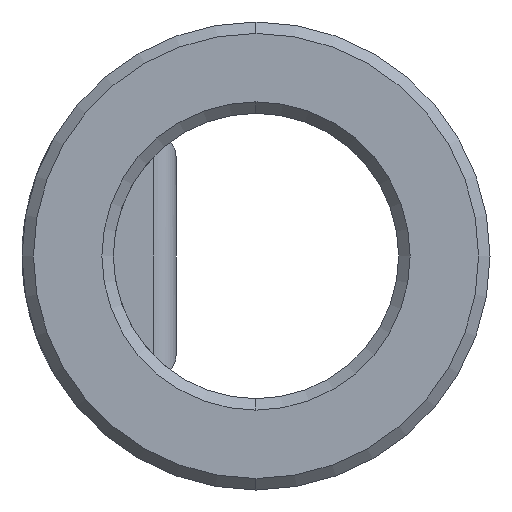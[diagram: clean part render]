
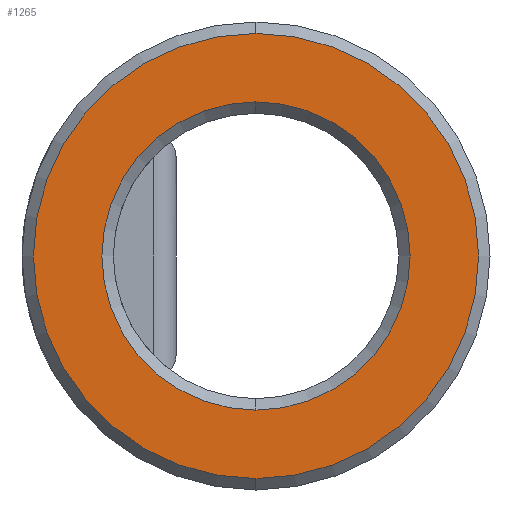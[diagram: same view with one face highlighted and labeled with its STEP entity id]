
A CAD part, left-side view. The second image highlights one B-rep face of the part: STEP entity #1265.
In plain terms, the highlighted planar face has unit normal (-1, 0, 0).
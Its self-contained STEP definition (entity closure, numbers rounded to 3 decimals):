
#13 = ORIENTED_EDGE ( 'NONE', *, *, #1341, .T. ) ;
#72 = ORIENTED_EDGE ( 'NONE', *, *, #1098, .T. ) ;
#89 = CARTESIAN_POINT ( 'NONE',  ( -7.5, 0., -1.35 ) ) ;
#97 = CIRCLE ( 'NONE', #694, 1.95 ) ;
#114 = EDGE_CURVE ( 'NONE', #1268, #1067, #1280, .T. ) ;
#124 = CARTESIAN_POINT ( 'NONE',  ( -7.5, 0., 0. ) ) ;
#142 = AXIS2_PLACEMENT_3D ( 'NONE', #609, #1291, #527 ) ;
#170 = CARTESIAN_POINT ( 'NONE',  ( -7.5, 0., 0. ) ) ;
#259 = DIRECTION ( 'NONE',  ( 1., 0., 0. ) ) ;
#328 = DIRECTION ( 'NONE',  ( 0., 0., -1. ) ) ;
#343 = EDGE_CURVE ( 'NONE', #752, #965, #344, .T. ) ;
#344 = CIRCLE ( 'NONE', #590, 1.35 ) ;
#369 = AXIS2_PLACEMENT_3D ( 'NONE', #170, #711, #1030 ) ;
#481 = CIRCLE ( 'NONE', #369, 1.35 ) ;
#527 = DIRECTION ( 'NONE',  ( 0., 0., -1. ) ) ;
#538 = AXIS2_PLACEMENT_3D ( 'NONE', #734, #1095, #862 ) ;
#590 = AXIS2_PLACEMENT_3D ( 'NONE', #1257, #259, #835 ) ;
#609 = CARTESIAN_POINT ( 'NONE',  ( -7.5, 1.25, 0. ) ) ;
#694 = AXIS2_PLACEMENT_3D ( 'NONE', #124, #1002, #328 ) ;
#711 = DIRECTION ( 'NONE',  ( 1., 0., 0. ) ) ;
#734 = CARTESIAN_POINT ( 'NONE',  ( -7.5, 0., 0. ) ) ;
#752 = VERTEX_POINT ( 'NONE', #89 ) ;
#808 = EDGE_LOOP ( 'NONE', ( #72, #832 ) ) ;
#814 = ORIENTED_EDGE ( 'NONE', *, *, #114, .T. ) ;
#832 = ORIENTED_EDGE ( 'NONE', *, *, #343, .T. ) ;
#835 = DIRECTION ( 'NONE',  ( 0., 0., -1. ) ) ;
#851 = PLANE ( 'NONE',  #142 ) ;
#862 = DIRECTION ( 'NONE',  ( 0., 0., -1. ) ) ;
#882 = EDGE_LOOP ( 'NONE', ( #13, #814 ) ) ;
#964 = FACE_OUTER_BOUND ( 'NONE', #882, .T. ) ;
#965 = VERTEX_POINT ( 'NONE', #1087 ) ;
#1002 = DIRECTION ( 'NONE',  ( -1., 0., 0. ) ) ;
#1030 = DIRECTION ( 'NONE',  ( 0., 0., -1. ) ) ;
#1058 = CARTESIAN_POINT ( 'NONE',  ( -7.5, 0., 1.95 ) ) ;
#1067 = VERTEX_POINT ( 'NONE', #1267 ) ;
#1087 = CARTESIAN_POINT ( 'NONE',  ( -7.5, 0., 1.35 ) ) ;
#1095 = DIRECTION ( 'NONE',  ( -1., 0., 0. ) ) ;
#1098 = EDGE_CURVE ( 'NONE', #965, #752, #481, .T. ) ;
#1257 = CARTESIAN_POINT ( 'NONE',  ( -7.5, 0., 0. ) ) ;
#1265 = ADVANCED_FACE ( 'NONE', ( #1407, #964 ), #851, .F. ) ;
#1267 = CARTESIAN_POINT ( 'NONE',  ( -7.5, 0., -1.95 ) ) ;
#1268 = VERTEX_POINT ( 'NONE', #1058 ) ;
#1280 = CIRCLE ( 'NONE', #538, 1.95 ) ;
#1291 = DIRECTION ( 'NONE',  ( 1., 0., 0. ) ) ;
#1341 = EDGE_CURVE ( 'NONE', #1067, #1268, #97, .T. ) ;
#1407 = FACE_BOUND ( 'NONE', #808, .T. ) ;
